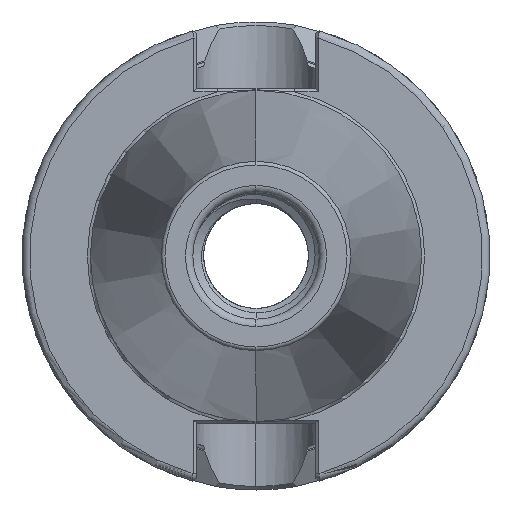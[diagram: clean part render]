
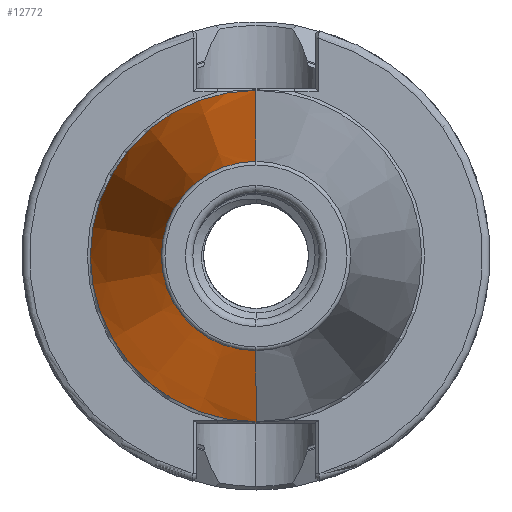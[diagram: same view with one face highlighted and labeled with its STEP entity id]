
A CAD part, left-side view. The second image highlights one B-rep face of the part: STEP entity #12772.
In plain terms, the highlighted conical face has half-angle 8.297 degrees and reference radius 22.298 mm.
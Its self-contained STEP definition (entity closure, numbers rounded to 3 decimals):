
#1483 = ORIENTED_EDGE ( 'NONE', *, *, #10661, .T. ) ;
#1869 = DIRECTION ( 'NONE',  ( 0., 0., -1. ) ) ;
#1877 = DIRECTION ( 'NONE',  ( 0.99, 0., -0.144 ) ) ;
#1879 = DIRECTION ( 'NONE',  ( 1., 0., 0. ) ) ;
#1883 = CARTESIAN_POINT ( 'NONE',  ( -1.5, 0., 0. ) ) ;
#1886 = CARTESIAN_POINT ( 'NONE',  ( -1.5, 0., -22.298 ) ) ;
#1925 = CARTESIAN_POINT ( 'NONE',  ( -1.5, 0., 22.298 ) ) ;
#1926 = DIRECTION ( 'NONE',  ( 0.99, 0., 0.144 ) ) ;
#2004 = CARTESIAN_POINT ( 'NONE',  ( -66.972, 0., 0. ) ) ;
#2011 = DIRECTION ( 'NONE',  ( 1., 0., 0. ) ) ;
#2018 = DIRECTION ( 'NONE',  ( 0., 0., -1. ) ) ;
#2166 = VERTEX_POINT ( 'NONE', #7938 ) ;
#2245 = VERTEX_POINT ( 'NONE', #7045 ) ;
#2290 = VERTEX_POINT ( 'NONE', #7063 ) ;
#2649 = EDGE_LOOP ( 'NONE', ( #9441, #1483, #9451, #9460 ) ) ;
#5169 = CARTESIAN_POINT ( 'NONE',  ( -66.972, 0., -12.75 ) ) ;
#7045 = CARTESIAN_POINT ( 'NONE',  ( -66.972, 0., 12.75 ) ) ;
#7063 = CARTESIAN_POINT ( 'NONE',  ( -1.5, 0., 22.298 ) ) ;
#7938 = CARTESIAN_POINT ( 'NONE',  ( -1.5, 0., -22.298 ) ) ;
#9441 = ORIENTED_EDGE ( 'NONE', *, *, #10680, .T. ) ;
#9451 = ORIENTED_EDGE ( 'NONE', *, *, #10651, .F. ) ;
#9460 = ORIENTED_EDGE ( 'NONE', *, *, #10657, .F. ) ;
#10651 = EDGE_CURVE ( 'NONE', #2166, #2290, #15935, .T. ) ;
#10657 = EDGE_CURVE ( 'NONE', #15277, #2166, #15957, .T. ) ;
#10661 = EDGE_CURVE ( 'NONE', #2245, #2290, #15948, .T. ) ;
#10680 = EDGE_CURVE ( 'NONE', #15277, #2245, #15982, .T. ) ;
#10937 = AXIS2_PLACEMENT_3D ( 'NONE', #1883, #1879, #1869 ) ;
#11029 = AXIS2_PLACEMENT_3D ( 'NONE', #2004, #2011, #2018 ) ;
#11124 = AXIS2_PLACEMENT_3D ( 'NONE', #15482, #15457, #15468 ) ;
#12772 = ADVANCED_FACE ( 'NONE', ( #16148 ), #16153, .T. ) ;
#15277 = VERTEX_POINT ( 'NONE', #5169 ) ;
#15457 = DIRECTION ( 'NONE',  ( 1., 0., 0. ) ) ;
#15468 = DIRECTION ( 'NONE',  ( 0., 0., -1. ) ) ;
#15482 = CARTESIAN_POINT ( 'NONE',  ( -1.5, 0., 0. ) ) ;
#15935 = CIRCLE ( 'NONE', #10937, 22.298 ) ;
#15948 = LINE ( 'NONE', #1925, #15964 ) ;
#15957 = LINE ( 'NONE', #1886, #15970 ) ;
#15964 = VECTOR ( 'NONE', #1926, 1000. ) ;
#15970 = VECTOR ( 'NONE', #1877, 1000. ) ;
#15982 = CIRCLE ( 'NONE', #11029, 12.75 ) ;
#16148 = FACE_OUTER_BOUND ( 'NONE', #2649, .T. ) ;
#16153 = CONICAL_SURFACE ( 'NONE', #11124, 22.298, 0.145 ) ;
